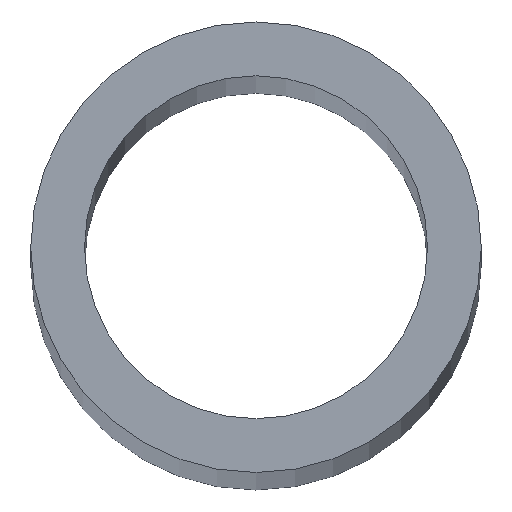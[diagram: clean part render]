
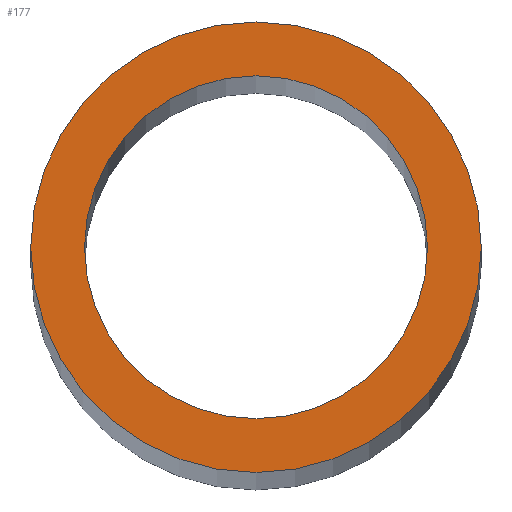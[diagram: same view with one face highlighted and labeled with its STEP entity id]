
A CAD part, top view. The second image highlights one B-rep face of the part: STEP entity #177.
In plain terms, the highlighted planar face has unit normal (0, 0, 1).
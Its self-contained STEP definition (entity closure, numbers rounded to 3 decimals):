
#3 = CIRCLE ( 'NONE', #26, 6.85 ) ;
#6 = CARTESIAN_POINT ( 'NONE',  ( 0., 0., 400. ) ) ;
#8 = DIRECTION ( 'NONE',  ( 1., 0., 0. ) ) ;
#10 = CARTESIAN_POINT ( 'NONE',  ( -9., 0., 400. ) ) ;
#12 = FACE_OUTER_BOUND ( 'NONE', #167, .T. ) ;
#25 = CIRCLE ( 'NONE', #180, 9. ) ;
#26 = AXIS2_PLACEMENT_3D ( 'NONE', #151, #221, #205 ) ;
#27 = DIRECTION ( 'NONE',  ( 1., 0., 0. ) ) ;
#32 = EDGE_LOOP ( 'NONE', ( #43, #70 ) ) ;
#43 = ORIENTED_EDGE ( 'NONE', *, *, #58, .F. ) ;
#45 = PLANE ( 'NONE',  #107 ) ;
#58 = EDGE_CURVE ( 'NONE', #165, #93, #77, .T. ) ;
#61 = VERTEX_POINT ( 'NONE', #10 ) ;
#68 = CIRCLE ( 'NONE', #212, 9. ) ;
#69 = DIRECTION ( 'NONE',  ( 0., 0., 1. ) ) ;
#70 = ORIENTED_EDGE ( 'NONE', *, *, #108, .F. ) ;
#77 = CIRCLE ( 'NONE', #141, 6.85 ) ;
#93 = VERTEX_POINT ( 'NONE', #203 ) ;
#96 = DIRECTION ( 'NONE',  ( 0., 0., 1. ) ) ;
#97 = VERTEX_POINT ( 'NONE', #185 ) ;
#104 = CARTESIAN_POINT ( 'NONE',  ( 0., 0., 400. ) ) ;
#107 = AXIS2_PLACEMENT_3D ( 'NONE', #162, #146, #8 ) ;
#108 = EDGE_CURVE ( 'NONE', #93, #165, #3, .T. ) ;
#136 = ORIENTED_EDGE ( 'NONE', *, *, #153, .T. ) ;
#137 = ORIENTED_EDGE ( 'NONE', *, *, #195, .T. ) ;
#141 = AXIS2_PLACEMENT_3D ( 'NONE', #104, #223, #156 ) ;
#146 = DIRECTION ( 'NONE',  ( 0., 0., 1. ) ) ;
#149 = CARTESIAN_POINT ( 'NONE',  ( -6.85, 0., 400. ) ) ;
#151 = CARTESIAN_POINT ( 'NONE',  ( 0., 0., 400. ) ) ;
#153 = EDGE_CURVE ( 'NONE', #97, #61, #68, .T. ) ;
#156 = DIRECTION ( 'NONE',  ( 1., 0., 0. ) ) ;
#162 = CARTESIAN_POINT ( 'NONE',  ( 0., 0., 400. ) ) ;
#165 = VERTEX_POINT ( 'NONE', #149 ) ;
#167 = EDGE_LOOP ( 'NONE', ( #137, #136 ) ) ;
#177 = ADVANCED_FACE ( 'NONE', ( #12, #204 ), #45, .T. ) ;
#180 = AXIS2_PLACEMENT_3D ( 'NONE', #6, #69, #27 ) ;
#185 = CARTESIAN_POINT ( 'NONE',  ( 9., 0., 400. ) ) ;
#195 = EDGE_CURVE ( 'NONE', #61, #97, #25, .T. ) ;
#203 = CARTESIAN_POINT ( 'NONE',  ( 6.85, 0., 400. ) ) ;
#204 = FACE_BOUND ( 'NONE', #32, .T. ) ;
#205 = DIRECTION ( 'NONE',  ( 1., 0., 0. ) ) ;
#212 = AXIS2_PLACEMENT_3D ( 'NONE', #217, #96, #215 ) ;
#215 = DIRECTION ( 'NONE',  ( 1., 0., 0. ) ) ;
#217 = CARTESIAN_POINT ( 'NONE',  ( 0., 0., 400. ) ) ;
#221 = DIRECTION ( 'NONE',  ( 0., 0., 1. ) ) ;
#223 = DIRECTION ( 'NONE',  ( 0., 0., 1. ) ) ;
